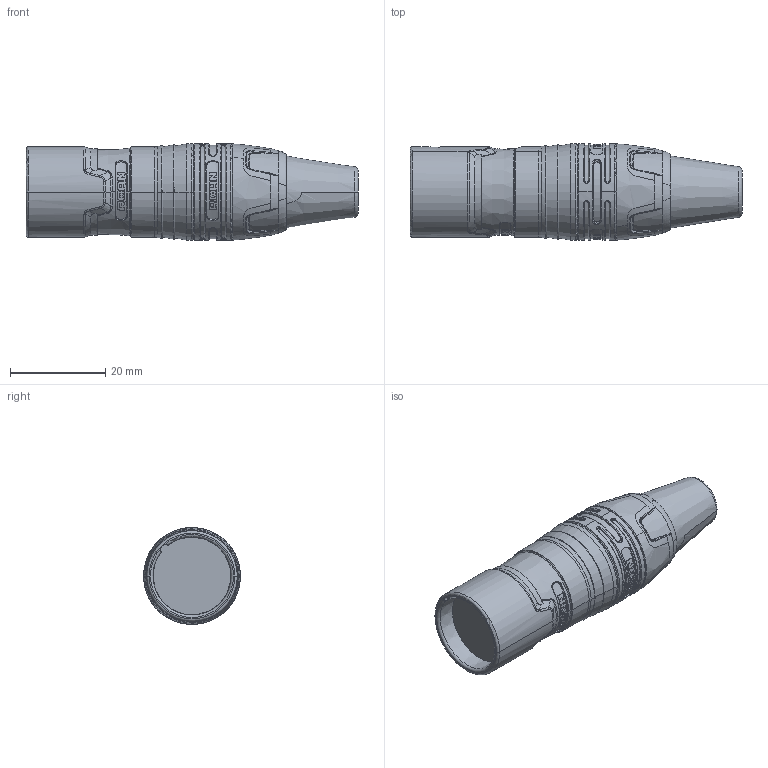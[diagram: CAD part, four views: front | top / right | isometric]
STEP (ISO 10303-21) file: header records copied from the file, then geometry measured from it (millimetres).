
FILE_DESCRIPTION((''),'2;1');
FILE_NAME('30011823_-_RCX3M-Z-012-0','2025-10-11T15:05:30',('summer.xia'),(''),'CREO PARAMETRIC BY PTC INC, 2023424','CREO PARAMETRIC BY PTC INC, 2023424','');
FILE_SCHEMA(('AUTOMOTIVE_DESIGN { 1 0 10303 214 1 1 1 1 }'));
Length unit declared in the file: millimetre
Products named in the file (1): 30011823_-_RCX3M-Z-012-0
Bounding box: 69.64 x 20.33 x 20.33 mm (x, y, z)
Volume: 16643.5 mm3; surface area: 4717.3 mm2
Topology: 1 solids, 1 shells, 572 faces, 1558 edges, 1019 vertices
Faces by surface type: bspline 191, plane 182, cylinder 92, torus 62, cone 27, extrusion 10, revolution 8
Entity records: 28317 total; most frequent: CARTESIAN_POINT 15420, ORIENTED_EDGE 3116, DIRECTION 1959, EDGE_CURVE 1558, VERTEX_POINT 1019, AXIS2_PLACEMENT_3D 795, B_SPLINE_CURVE_WITH_KNOTS 794, EDGE_LOOP 603
